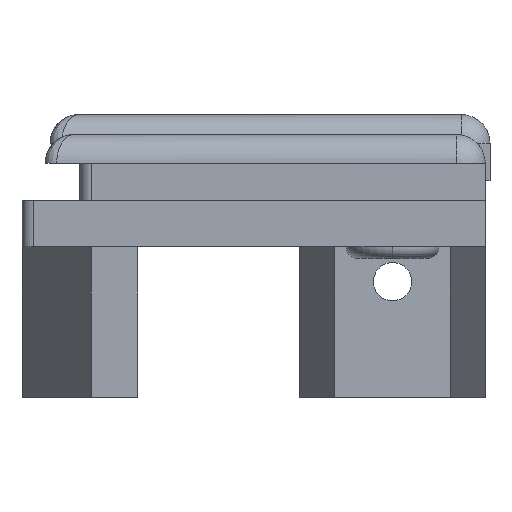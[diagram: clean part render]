
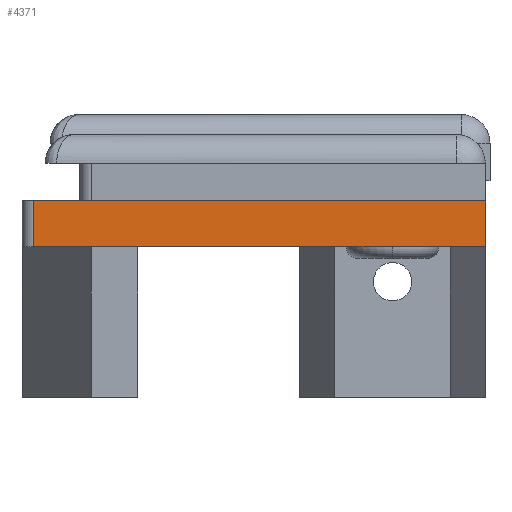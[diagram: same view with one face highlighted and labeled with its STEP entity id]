
A CAD part, left-side view. The second image highlights one B-rep face of the part: STEP entity #4371.
In plain terms, the highlighted planar face has unit normal (-1, 0, 0).
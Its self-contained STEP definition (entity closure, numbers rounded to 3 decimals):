
#51 = DIRECTION ( 'NONE',  ( 0., 0., 1. ) ) ;
#76 = VERTEX_POINT ( 'NONE', #3672 ) ;
#186 = EDGE_CURVE ( 'NONE', #76, #2692, #1396, .T. ) ;
#270 = DIRECTION ( 'NONE',  ( 0., -1., 0. ) ) ;
#355 = CARTESIAN_POINT ( 'NONE',  ( -26.758, 32.242, -4. ) ) ;
#700 = CARTESIAN_POINT ( 'NONE',  ( -26.758, -6.758, -4. ) ) ;
#727 = CARTESIAN_POINT ( 'NONE',  ( -26.758, 32.242, 0. ) ) ;
#757 = ORIENTED_EDGE ( 'NONE', *, *, #1233, .T. ) ;
#777 = FACE_OUTER_BOUND ( 'NONE', #3638, .T. ) ;
#802 = CARTESIAN_POINT ( 'NONE',  ( -26.758, -6.758, -4. ) ) ;
#1108 = ORIENTED_EDGE ( 'NONE', *, *, #186, .F. ) ;
#1115 = VECTOR ( 'NONE', #2348, 1000. ) ;
#1131 = ORIENTED_EDGE ( 'NONE', *, *, #4184, .T. ) ;
#1136 = PLANE ( 'NONE',  #1973 ) ;
#1180 = DIRECTION ( 'NONE',  ( 1., 0., 0. ) ) ;
#1228 = CARTESIAN_POINT ( 'NONE',  ( -26.758, 33.242, -4. ) ) ;
#1233 = EDGE_CURVE ( 'NONE', #76, #3205, #4280, .T. ) ;
#1326 = VECTOR ( 'NONE', #270, 1000. ) ;
#1396 = LINE ( 'NONE', #355, #1115 ) ;
#1411 = DIRECTION ( 'NONE',  ( 0., -1., 0. ) ) ;
#1758 = LINE ( 'NONE', #802, #2690 ) ;
#1866 = CARTESIAN_POINT ( 'NONE',  ( -26.758, 33.242, -4. ) ) ;
#1898 = VERTEX_POINT ( 'NONE', #3579 ) ;
#1973 = AXIS2_PLACEMENT_3D ( 'NONE', #1866, #1180, #2512 ) ;
#2052 = ORIENTED_EDGE ( 'NONE', *, *, #2095, .F. ) ;
#2095 = EDGE_CURVE ( 'NONE', #2692, #1898, #3835, .T. ) ;
#2348 = DIRECTION ( 'NONE',  ( 0., 0., 1. ) ) ;
#2382 = VECTOR ( 'NONE', #1411, 1000. ) ;
#2512 = DIRECTION ( 'NONE',  ( 0., 1., 0. ) ) ;
#2690 = VECTOR ( 'NONE', #51, 1000. ) ;
#2692 = VERTEX_POINT ( 'NONE', #727 ) ;
#3205 = VERTEX_POINT ( 'NONE', #700 ) ;
#3579 = CARTESIAN_POINT ( 'NONE',  ( -26.758, -6.758, 0. ) ) ;
#3638 = EDGE_LOOP ( 'NONE', ( #757, #1131, #2052, #1108 ) ) ;
#3672 = CARTESIAN_POINT ( 'NONE',  ( -26.758, 32.242, -4. ) ) ;
#3793 = CARTESIAN_POINT ( 'NONE',  ( -26.758, 33.242, 0. ) ) ;
#3835 = LINE ( 'NONE', #3793, #2382 ) ;
#4184 = EDGE_CURVE ( 'NONE', #3205, #1898, #1758, .T. ) ;
#4280 = LINE ( 'NONE', #1228, #1326 ) ;
#4371 = ADVANCED_FACE ( 'NONE', ( #777 ), #1136, .F. ) ;
